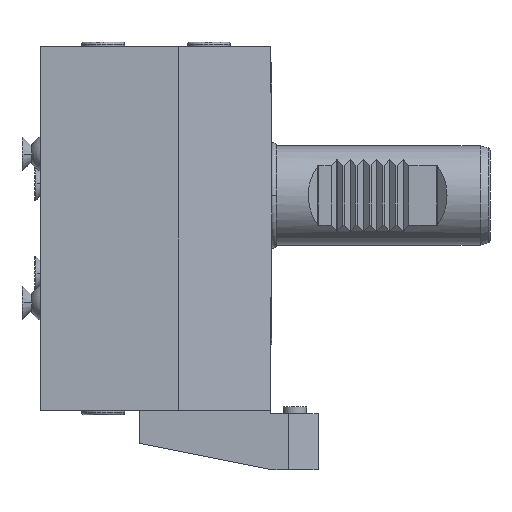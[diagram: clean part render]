
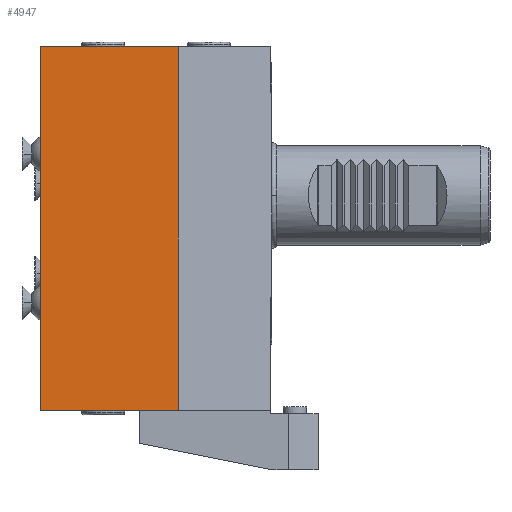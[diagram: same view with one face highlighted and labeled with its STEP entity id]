
A CAD part, front view. The second image highlights one B-rep face of the part: STEP entity #4947.
In plain terms, the highlighted planar face has unit normal (0, -1, 0).
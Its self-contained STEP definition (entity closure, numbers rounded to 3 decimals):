
#17=DIRECTION('',(0.,0.,-1.));
#18=VECTOR('',#17,110.);
#19=CARTESIAN_POINT('',(-70.,-38.,45.));
#20=LINE('',#19,#18);
#1101=DIRECTION('',(1.,0.,0.));
#1102=VECTOR('',#1101,41.705);
#1103=CARTESIAN_POINT('',(-70.,-38.,-65.));
#1104=LINE('',#1103,#1102);
#1285=DIRECTION('',(0.,0.,-1.));
#1286=VECTOR('',#1285,110.);
#1287=CARTESIAN_POINT('',(-28.295,-38.,45.));
#1288=LINE('',#1287,#1286);
#1289=DIRECTION('',(1.,0.,0.));
#1290=VECTOR('',#1289,41.705);
#1291=CARTESIAN_POINT('',(-70.,-38.,45.));
#1292=LINE('',#1291,#1290);
#2634=CARTESIAN_POINT('',(-70.,-38.,45.));
#2635=CARTESIAN_POINT('',(-70.,-38.,-65.));
#2636=VERTEX_POINT('',#2634);
#2637=VERTEX_POINT('',#2635);
#2726=CARTESIAN_POINT('',(-28.295,-38.,-65.));
#2728=VERTEX_POINT('',#2726);
#2736=CARTESIAN_POINT('',(-28.295,-38.,45.));
#2738=VERTEX_POINT('',#2736);
#4934=CARTESIAN_POINT('',(-70.,-38.,45.));
#4935=DIRECTION('',(0.,-1.,0.));
#4936=DIRECTION('',(0.,0.,-1.));
#4937=AXIS2_PLACEMENT_3D('',#4934,#4935,#4936);
#4938=PLANE('',#4937);
#4940=ORIENTED_EDGE('',*,*,#4939,.T.);
#4941=ORIENTED_EDGE('',*,*,#4671,.F.);
#4942=ORIENTED_EDGE('',*,*,#3311,.F.);
#4944=ORIENTED_EDGE('',*,*,#4943,.T.);
#4945=EDGE_LOOP('',(#4940,#4941,#4942,#4944));
#4946=FACE_OUTER_BOUND('',#4945,.F.);
#4947=ADVANCED_FACE('',(#4946),#4938,.T.);
#3311=EDGE_CURVE('',#2636,#2637,#20,.T.);
#4671=EDGE_CURVE('',#2637,#2728,#1104,.T.);
#4939=EDGE_CURVE('',#2738,#2728,#1288,.T.);
#4943=EDGE_CURVE('',#2636,#2738,#1292,.T.);
